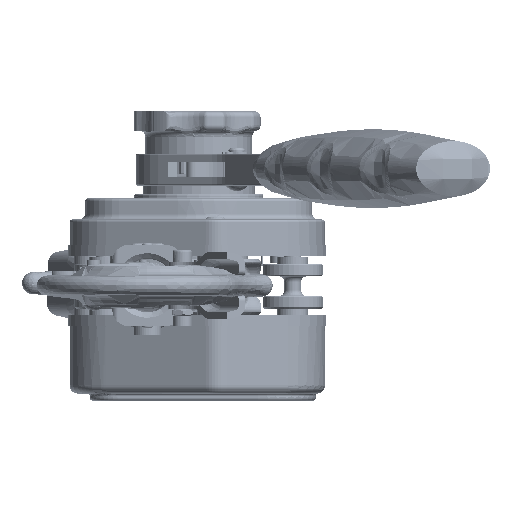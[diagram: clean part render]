
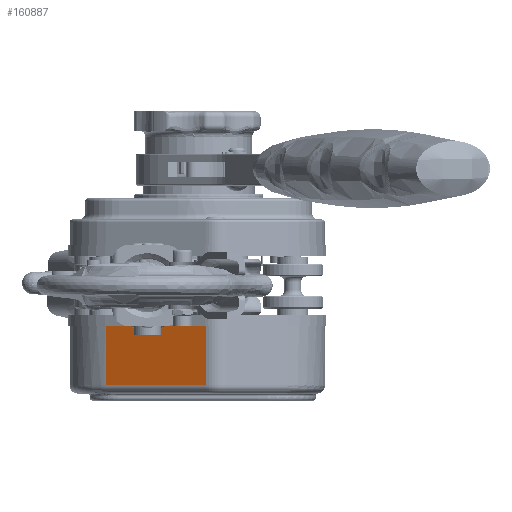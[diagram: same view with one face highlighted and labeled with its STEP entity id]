
A CAD part, front view. The second image highlights one B-rep face of the part: STEP entity #160887.
In plain terms, the highlighted planar face has unit normal (-0.454, -0.891, 0).
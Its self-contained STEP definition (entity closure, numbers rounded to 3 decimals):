
#153599=CARTESIAN_POINT('',(-33.179,-20.934,-14.5));
#153600=VERTEX_POINT('',#153599);
#153608=CARTESIAN_POINT('',(2.592,-39.181,-14.5));
#153609=VERTEX_POINT('',#153608);
#153610=CARTESIAN_POINT('',(-33.179,-20.934,-14.5));
#153611=DIRECTION('',(0.891,-0.454,0.));
#153612=VECTOR('',#153611,40.156);
#153613=LINE('',#153610,#153612);
#153614=EDGE_CURVE('',#153600,#153609,#153613,.T.);
#154923=CARTESIAN_POINT('',(2.592,-39.181,-35.5));
#154924=VERTEX_POINT('',#154923);
#154990=CARTESIAN_POINT('',(-33.179,-20.934,-35.5));
#154991=VERTEX_POINT('',#154990);
#155007=CARTESIAN_POINT('',(-33.179,-20.934,-35.5));
#155008=DIRECTION('',(0.891,-0.454,0.));
#155009=VECTOR('',#155008,40.156);
#155010=LINE('',#155007,#155009);
#155011=EDGE_CURVE('',#154991,#154924,#155010,.T.);
#160861=CARTESIAN_POINT('',(-33.179,-20.934,-35.5));
#160862=DIRECTION('',(0.0,0.0,1.0));
#160863=VECTOR('',#160862,21.0);
#160864=LINE('',#160861,#160863);
#160865=EDGE_CURVE('',#154991,#153600,#160864,.T.);
#160871=CARTESIAN_POINT('',(-33.179,-20.934,-41.0));
#160872=DIRECTION('',(-0.454,-0.891,0.));
#160873=DIRECTION('',(0.0,0.0,-1.0));
#160874=AXIS2_PLACEMENT_3D('',#160871,#160872,#160873);
#160875=PLANE('',#160874);
#160876=ORIENTED_EDGE('',*,*,#160865,.F.);
#160877=ORIENTED_EDGE('',*,*,#155011,.T.);
#160878=CARTESIAN_POINT('',(2.592,-39.181,-35.5));
#160879=DIRECTION('',(0.0,0.0,1.0));
#160880=VECTOR('',#160879,21.0);
#160881=LINE('',#160878,#160880);
#160882=EDGE_CURVE('',#154924,#153609,#160881,.T.);
#160883=ORIENTED_EDGE('',*,*,#160882,.T.);
#160884=ORIENTED_EDGE('',*,*,#153614,.F.);
#160885=EDGE_LOOP('',(#160876,#160877,#160883,#160884));
#160886=FACE_OUTER_BOUND('',#160885,.T.);
#160887=ADVANCED_FACE('',(#160886),#160875,.T.);
